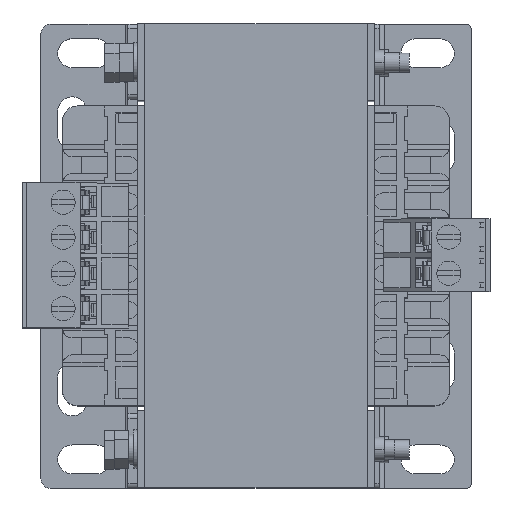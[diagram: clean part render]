
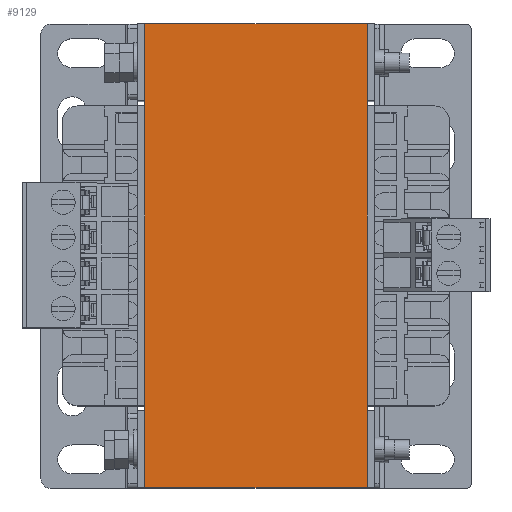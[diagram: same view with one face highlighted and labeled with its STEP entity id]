
A CAD part, top view. The second image highlights one B-rep face of the part: STEP entity #9129.
In plain terms, the highlighted planar face has unit normal (0, 0, -1).
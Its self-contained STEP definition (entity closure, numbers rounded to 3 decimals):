
#1689=DIRECTION('',(0.,1.,0.));
#1690=VECTOR('',#1689,62.);
#1691=CARTESIAN_POINT('',(-23.,-31.,31.75));
#1692=LINE('',#1691,#1690);
#1693=DIRECTION('',(0.,1.,0.));
#1694=VECTOR('',#1693,17.);
#1695=CARTESIAN_POINT('',(-23.,-48.,31.75));
#1696=LINE('',#1695,#1694);
#1697=DIRECTION('',(0.,-1.,0.));
#1698=VECTOR('',#1697,17.);
#1699=CARTESIAN_POINT('',(23.,-31.,31.75));
#1700=LINE('',#1699,#1698);
#1701=DIRECTION('',(0.,-1.,0.));
#1702=VECTOR('',#1701,62.);
#1703=CARTESIAN_POINT('',(23.,31.,31.75));
#1704=LINE('',#1703,#1702);
#1705=DIRECTION('',(0.,-1.,0.));
#1706=VECTOR('',#1705,17.);
#1707=CARTESIAN_POINT('',(23.,48.,31.75));
#1708=LINE('',#1707,#1706);
#1709=DIRECTION('',(0.,1.,0.));
#1710=VECTOR('',#1709,17.);
#1711=CARTESIAN_POINT('',(-23.,31.,31.75));
#1712=LINE('',#1711,#1710);
#1725=DIRECTION('',(-1.,0.,0.));
#1726=VECTOR('',#1725,46.);
#1727=CARTESIAN_POINT('',(23.,-48.,31.75));
#1728=LINE('',#1727,#1726);
#1745=DIRECTION('',(1.,0.,0.));
#1746=VECTOR('',#1745,46.);
#1747=CARTESIAN_POINT('',(-23.,48.,31.75));
#1748=LINE('',#1747,#1746);
#5282=CARTESIAN_POINT('',(-23.,31.,31.75));
#5283=VERTEX_POINT('',#5282);
#5284=CARTESIAN_POINT('',(-23.,48.,31.75));
#5285=VERTEX_POINT('',#5284);
#5290=CARTESIAN_POINT('',(-23.,-48.,31.75));
#5291=VERTEX_POINT('',#5290);
#5292=CARTESIAN_POINT('',(-23.,-31.,31.75));
#5293=VERTEX_POINT('',#5292);
#5484=CARTESIAN_POINT('',(23.,31.,31.75));
#5485=VERTEX_POINT('',#5484);
#5486=CARTESIAN_POINT('',(23.,48.,31.75));
#5487=VERTEX_POINT('',#5486);
#5492=CARTESIAN_POINT('',(23.,-48.,31.75));
#5493=VERTEX_POINT('',#5492);
#5494=CARTESIAN_POINT('',(23.,-31.,31.75));
#5495=VERTEX_POINT('',#5494);
#9111=CARTESIAN_POINT('',(0.,0.,31.75));
#9112=DIRECTION('',(0.,0.,1.));
#9113=DIRECTION('',(0.,-1.,0.));
#9114=AXIS2_PLACEMENT_3D('',#9111,#9112,#9113);
#9115=PLANE('',#9114);
#9116=ORIENTED_EDGE('',*,*,#9102,.F.);
#9117=ORIENTED_EDGE('',*,*,#7081,.F.);
#9119=ORIENTED_EDGE('',*,*,#9118,.F.);
#9120=ORIENTED_EDGE('',*,*,#7802,.F.);
#9122=ORIENTED_EDGE('',*,*,#9121,.F.);
#9123=ORIENTED_EDGE('',*,*,#7810,.F.);
#9125=ORIENTED_EDGE('',*,*,#9124,.F.);
#9126=ORIENTED_EDGE('',*,*,#7073,.F.);
#9127=EDGE_LOOP('',(#9116,#9117,#9119,#9120,#9122,#9123,#9125,#9126));
#9128=FACE_OUTER_BOUND('',#9127,.F.);
#9129=ADVANCED_FACE('',(#9128),#9115,.F.);
#7073=EDGE_CURVE('',#5283,#5285,#1712,.T.);
#7081=EDGE_CURVE('',#5291,#5293,#1696,.T.);
#7802=EDGE_CURVE('',#5495,#5493,#1700,.T.);
#7810=EDGE_CURVE('',#5487,#5485,#1708,.T.);
#9102=EDGE_CURVE('',#5293,#5283,#1692,.T.);
#9118=EDGE_CURVE('',#5493,#5291,#1728,.T.);
#9121=EDGE_CURVE('',#5485,#5495,#1704,.T.);
#9124=EDGE_CURVE('',#5285,#5487,#1748,.T.);
